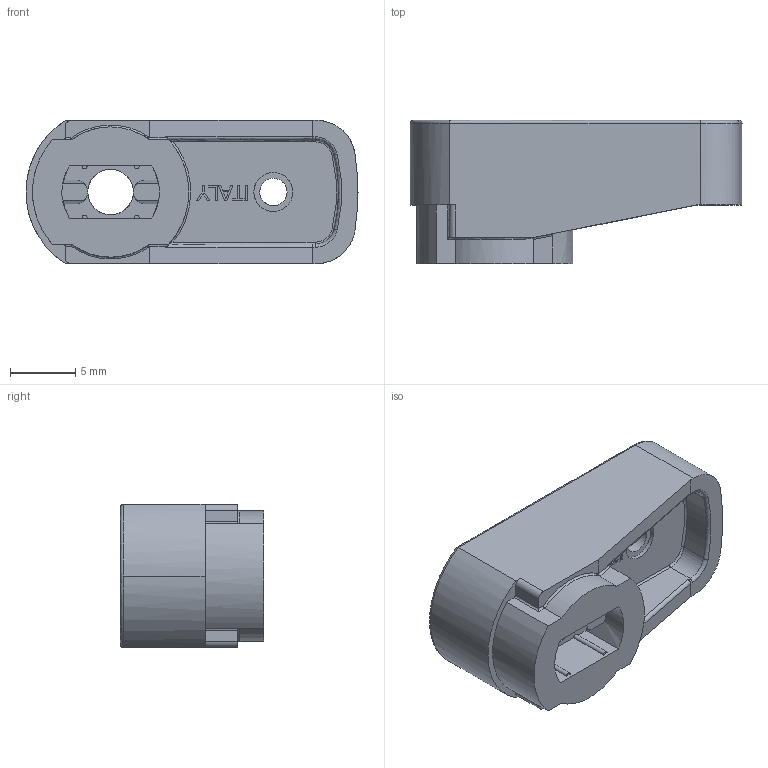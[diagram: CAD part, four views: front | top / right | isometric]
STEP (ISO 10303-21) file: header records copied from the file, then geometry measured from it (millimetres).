
FILE_DESCRIPTION (( 'STEP AP214' ), '1' );
FILE_NAME ('GHI06900-A.STEP', '2018-09-06T06:44:16', ( '' ), ( '' ), 'SwSTEP 2.0', 'SolidWorks 2018', '' );
FILE_SCHEMA (( 'AUTOMOTIVE_DESIGN' ));
Length unit declared in the file: millimetre
Products named in the file (1): GHI06900-A
Bounding box: 25.5 x 11 x 11 mm (x, y, z)
Volume: 1327.2 mm3; surface area: 1576.1 mm2
Topology: 1 solids, 1 shells, 232 faces, 604 edges, 392 vertices
Faces by surface type: bspline 232
Entity records: 9088 total; most frequent: CARTESIAN_POINT 5429, ORIENTED_EDGE 1208, EDGE_CURVE 604, B_SPLINE_CURVE_WITH_KNOTS 515, VERTEX_POINT 392, EDGE_LOOP 254, FACE_OUTER_BOUND 232, ADVANCED_FACE 232
